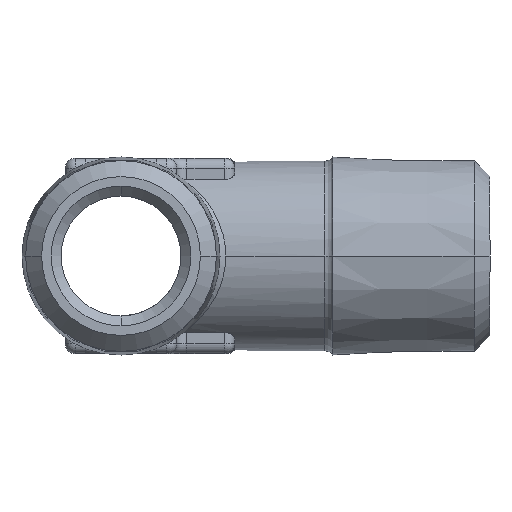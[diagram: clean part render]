
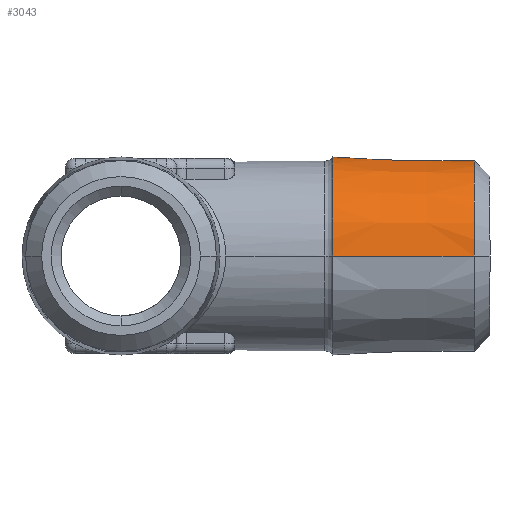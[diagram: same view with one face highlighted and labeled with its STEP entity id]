
A CAD part, front view. The second image highlights one B-rep face of the part: STEP entity #3043.
In plain terms, the highlighted conical face has half-angle 1.47 degrees and reference radius 4.967 mm.
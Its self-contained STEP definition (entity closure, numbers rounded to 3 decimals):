
#899 = DIRECTION ( 'NONE',  ( 0., -1., 0. ) ) ;
#900 = DIRECTION ( 'NONE',  ( -1., 0., 0. ) ) ;
#901 = CARTESIAN_POINT ( 'NONE',  ( 10.5, 0., 0. ) ) ;
#902 = AXIS2_PLACEMENT_3D ( 'NONE', #901, #900, #899 ) ;
#903 = CONICAL_SURFACE ( 'NONE', #902, 4.967, 0.026 ) ;
#905 = FACE_OUTER_BOUND ( 'NONE', #3044, .T. ) ;
#1063 = CARTESIAN_POINT ( 'NONE',  ( 17.7, -4.782, 0. ) ) ;
#1064 = CARTESIAN_POINT ( 'NONE',  ( 17.7, 4.782, 0. ) ) ;
#1121 = DIRECTION ( 'NONE',  ( 0., 1., 0. ) ) ;
#1122 = DIRECTION ( 'NONE',  ( 1., 0., 0. ) ) ;
#1123 = CARTESIAN_POINT ( 'NONE',  ( 17.7, 0., 0. ) ) ;
#1124 = AXIS2_PLACEMENT_3D ( 'NONE', #1123, #1122, #1121 ) ;
#1125 = CIRCLE ( 'NONE', #1124, 4.782 ) ;
#1132 = DIRECTION ( 'NONE',  ( -1., -0.026, 0. ) ) ;
#1133 = VECTOR ( 'NONE', #1132, 1000. ) ;
#1134 = CARTESIAN_POINT ( 'NONE',  ( 10.5, -4.967, 0. ) ) ;
#1135 = LINE ( 'NONE', #1134, #1133 ) ;
#1136 = CARTESIAN_POINT ( 'NONE',  ( 10.621, -4.964, 0. ) ) ;
#1137 = DIRECTION ( 'NONE',  ( 0., -1., 0. ) ) ;
#1138 = DIRECTION ( 'NONE',  ( -1., 0., 0. ) ) ;
#1139 = CARTESIAN_POINT ( 'NONE',  ( 10.621, 0., 0. ) ) ;
#1140 = AXIS2_PLACEMENT_3D ( 'NONE', #1139, #1138, #1137 ) ;
#1141 = CIRCLE ( 'NONE', #1140, 4.964 ) ;
#1142 = CARTESIAN_POINT ( 'NONE',  ( 10.621, 4.964, 0. ) ) ;
#1143 = DIRECTION ( 'NONE',  ( -1., 0.026, 0. ) ) ;
#1144 = VECTOR ( 'NONE', #1143, 1000. ) ;
#1145 = CARTESIAN_POINT ( 'NONE',  ( 10.5, 4.967, 0. ) ) ;
#1146 = LINE ( 'NONE', #1145, #1144 ) ;
#3043 = ADVANCED_FACE ( 'NONE', ( #905 ), #903, .T. ) ;
#3044 = EDGE_LOOP ( 'NONE', ( #3045, #3133, #3136, #3139 ) ) ;
#3045 = ORIENTED_EDGE ( 'NONE', *, *, #3146, .F. ) ;
#3119 = VERTEX_POINT ( 'NONE', #1064 ) ;
#3120 = VERTEX_POINT ( 'NONE', #1063 ) ;
#3133 = ORIENTED_EDGE ( 'NONE', *, *, #3134, .T. ) ;
#3134 = EDGE_CURVE ( 'NONE', #3119, #3135, #1146, .T. ) ;
#3135 = VERTEX_POINT ( 'NONE', #1142 ) ;
#3136 = ORIENTED_EDGE ( 'NONE', *, *, #3137, .F. ) ;
#3137 = EDGE_CURVE ( 'NONE', #3138, #3135, #1141, .T. ) ;
#3138 = VERTEX_POINT ( 'NONE', #1136 ) ;
#3139 = ORIENTED_EDGE ( 'NONE', *, *, #3140, .F. ) ;
#3140 = EDGE_CURVE ( 'NONE', #3120, #3138, #1135, .T. ) ;
#3146 = EDGE_CURVE ( 'NONE', #3119, #3120, #1125, .T. ) ;
